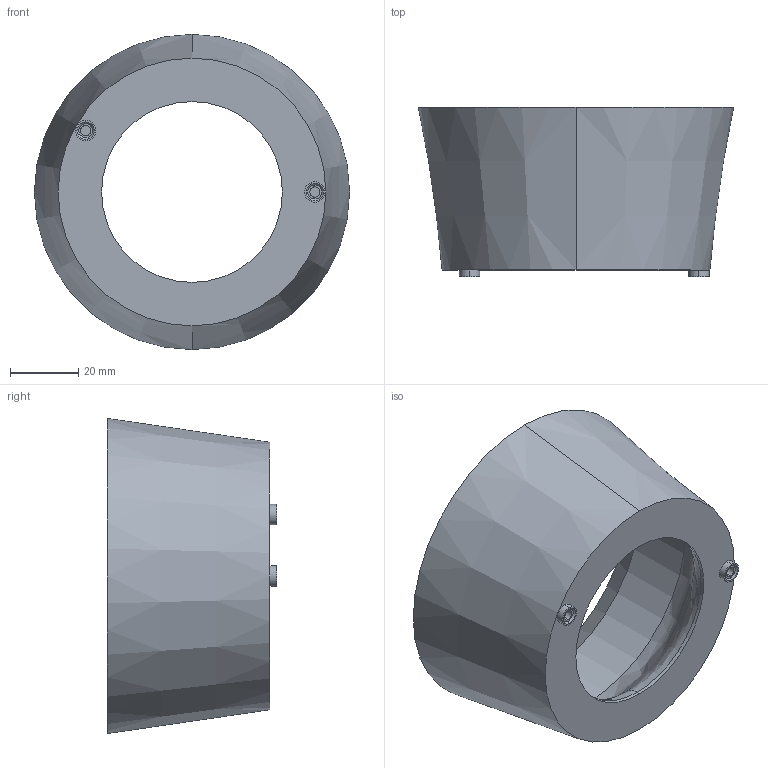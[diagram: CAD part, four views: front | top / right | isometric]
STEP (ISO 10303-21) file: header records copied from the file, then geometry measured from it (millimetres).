
FILE_DESCRIPTION (( 'STEP AP214' ), '1' );
FILE_NAME ('cup progress rev2 Flat.STEP', '2020-10-16T01:17:33', ( '' ), ( '' ), 'SwSTEP 2.0', 'SolidWorks 2018', '' );
FILE_SCHEMA (( 'AUTOMOTIVE_DESIGN' ));
Length unit declared in the file: millimetre
Products named in the file (1): cup progress rev2 Flat
Bounding box: 92.36 x 49.71 x 92.36 mm (x, y, z)
Volume: 56672.4 mm3; surface area: 28820.7 mm2
Topology: 1 solids, 1 shells, 30 faces, 60 edges, 38 vertices
Faces by surface type: cylinder 12, cone 8, plane 8, bspline 2
Entity records: 1096 total; most frequent: CARTESIAN_POINT 405, DIRECTION 154, ORIENTED_EDGE 120, AXIS2_PLACEMENT_3D 67, EDGE_CURVE 60, EDGE_LOOP 38, CIRCLE 38, VERTEX_POINT 38
